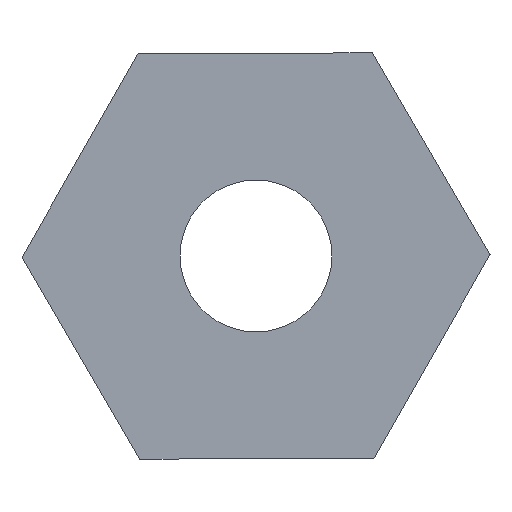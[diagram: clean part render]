
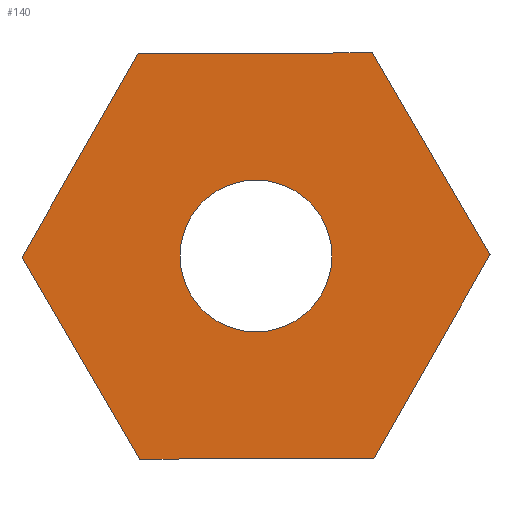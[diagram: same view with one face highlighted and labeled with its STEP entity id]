
A CAD part, left-side view. The second image highlights one B-rep face of the part: STEP entity #140.
In plain terms, the highlighted planar face has unit normal (-1, 0, 0).
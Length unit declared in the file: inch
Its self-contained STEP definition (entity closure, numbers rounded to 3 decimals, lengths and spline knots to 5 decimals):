
#4 = AXIS2_PLACEMENT_3D ( 'NONE', #166, #216, #9 ) ;
#5 = ORIENTED_EDGE ( 'NONE', *, *, #279, .F. ) ;
#9 = DIRECTION ( 'NONE',  ( 0., 0., -1. ) ) ;
#11 = VERTEX_POINT ( 'NONE', #299 ) ;
#16 = VECTOR ( 'NONE', #192, 39.37008 ) ;
#19 = LINE ( 'NONE', #148, #271 ) ;
#21 = DIRECTION ( 'NONE',  ( 0., -0.504, -0.864 ) ) ;
#26 = CIRCLE ( 'NONE', #55, 0.09375 ) ;
#27 = VECTOR ( 'NONE', #265, 39.37008 ) ;
#31 = CARTESIAN_POINT ( 'NONE',  ( 0., 0., -0.09375 ) ) ;
#40 = EDGE_LOOP ( 'NONE', ( #238, #112 ) ) ;
#49 = FACE_OUTER_BOUND ( 'NONE', #65, .T. ) ;
#54 = CARTESIAN_POINT ( 'NONE',  ( 0., -0.14545, -0.24935 ) ) ;
#55 = AXIS2_PLACEMENT_3D ( 'NONE', #324, #125, #69 ) ;
#65 = EDGE_LOOP ( 'NONE', ( #215, #286, #275, #5, #202, #142 ) ) ;
#69 = DIRECTION ( 'NONE',  ( 0., 0., -1. ) ) ;
#75 = VECTOR ( 'NONE', #281, 39.37008 ) ;
#78 = CARTESIAN_POINT ( 'NONE',  ( 0., 0., 0.09375 ) ) ;
#79 = VECTOR ( 'NONE', #209, 39.37008 ) ;
#80 = EDGE_CURVE ( 'NONE', #159, #293, #26, .T. ) ;
#101 = CARTESIAN_POINT ( 'NONE',  ( 0., 0.14322, -0.25064 ) ) ;
#112 = ORIENTED_EDGE ( 'NONE', *, *, #253, .T. ) ;
#119 = VECTOR ( 'NONE', #133, 39.37008 ) ;
#122 = EDGE_CURVE ( 'NONE', #218, #225, #19, .T. ) ;
#125 = DIRECTION ( 'NONE',  ( 1., 0., 0. ) ) ;
#128 = AXIS2_PLACEMENT_3D ( 'NONE', #130, #330, #331 ) ;
#130 = CARTESIAN_POINT ( 'NONE',  ( 0., 0., 0. ) ) ;
#132 = PLANE ( 'NONE',  #128 ) ;
#133 = DIRECTION ( 'NONE',  ( 0., -1., 0.004 ) ) ;
#135 = CARTESIAN_POINT ( 'NONE',  ( 0., 0.14322, -0.25064 ) ) ;
#140 = ADVANCED_FACE ( 'NONE', ( #49, #228 ), #132, .F. ) ;
#141 = LINE ( 'NONE', #261, #27 ) ;
#142 = ORIENTED_EDGE ( 'NONE', *, *, #153, .F. ) ;
#148 = CARTESIAN_POINT ( 'NONE',  ( 0., -0.14322, 0.25064 ) ) ;
#153 = EDGE_CURVE ( 'NONE', #263, #11, #155, .T. ) ;
#154 = LINE ( 'NONE', #183, #75 ) ;
#155 = LINE ( 'NONE', #101, #79 ) ;
#159 = VERTEX_POINT ( 'NONE', #78 ) ;
#163 = CARTESIAN_POINT ( 'NONE',  ( 0., 0.14545, 0.24935 ) ) ;
#166 = CARTESIAN_POINT ( 'NONE',  ( 0., 0., 0. ) ) ;
#174 = EDGE_CURVE ( 'NONE', #11, #243, #154, .T. ) ;
#183 = CARTESIAN_POINT ( 'NONE',  ( 0., 0.28867, -0.00129 ) ) ;
#188 = VERTEX_POINT ( 'NONE', #54 ) ;
#192 = DIRECTION ( 'NONE',  ( 0., 1., -0.004 ) ) ;
#202 = ORIENTED_EDGE ( 'NONE', *, *, #174, .F. ) ;
#209 = DIRECTION ( 'NONE',  ( 0., 0.504, 0.864 ) ) ;
#215 = ORIENTED_EDGE ( 'NONE', *, *, #303, .F. ) ;
#216 = DIRECTION ( 'NONE',  ( 1., 0., 0. ) ) ;
#218 = VERTEX_POINT ( 'NONE', #307 ) ;
#224 = EDGE_CURVE ( 'NONE', #225, #188, #141, .T. ) ;
#225 = VERTEX_POINT ( 'NONE', #312 ) ;
#228 = FACE_BOUND ( 'NONE', #40, .T. ) ;
#238 = ORIENTED_EDGE ( 'NONE', *, *, #80, .T. ) ;
#243 = VERTEX_POINT ( 'NONE', #288 ) ;
#253 = EDGE_CURVE ( 'NONE', #293, #159, #289, .T. ) ;
#261 = CARTESIAN_POINT ( 'NONE',  ( 0., -0.28867, 0.00129 ) ) ;
#263 = VERTEX_POINT ( 'NONE', #135 ) ;
#265 = DIRECTION ( 'NONE',  ( 0., 0.496, -0.868 ) ) ;
#271 = VECTOR ( 'NONE', #21, 39.37008 ) ;
#275 = ORIENTED_EDGE ( 'NONE', *, *, #122, .F. ) ;
#279 = EDGE_CURVE ( 'NONE', #243, #218, #315, .T. ) ;
#281 = DIRECTION ( 'NONE',  ( 0., -0.496, 0.868 ) ) ;
#285 = CARTESIAN_POINT ( 'NONE',  ( 0., -0.14545, -0.24935 ) ) ;
#286 = ORIENTED_EDGE ( 'NONE', *, *, #224, .F. ) ;
#288 = CARTESIAN_POINT ( 'NONE',  ( 0., 0.14545, 0.24935 ) ) ;
#289 = CIRCLE ( 'NONE', #4, 0.09375 ) ;
#292 = LINE ( 'NONE', #285, #16 ) ;
#293 = VERTEX_POINT ( 'NONE', #31 ) ;
#299 = CARTESIAN_POINT ( 'NONE',  ( 0., 0.28867, -0.00129 ) ) ;
#303 = EDGE_CURVE ( 'NONE', #188, #263, #292, .T. ) ;
#307 = CARTESIAN_POINT ( 'NONE',  ( 0., -0.14322, 0.25064 ) ) ;
#312 = CARTESIAN_POINT ( 'NONE',  ( 0., -0.28867, 0.00129 ) ) ;
#315 = LINE ( 'NONE', #163, #119 ) ;
#324 = CARTESIAN_POINT ( 'NONE',  ( 0., 0., 0. ) ) ;
#330 = DIRECTION ( 'NONE',  ( 1., 0., 0. ) ) ;
#331 = DIRECTION ( 'NONE',  ( 0., 0., -1. ) ) ;
